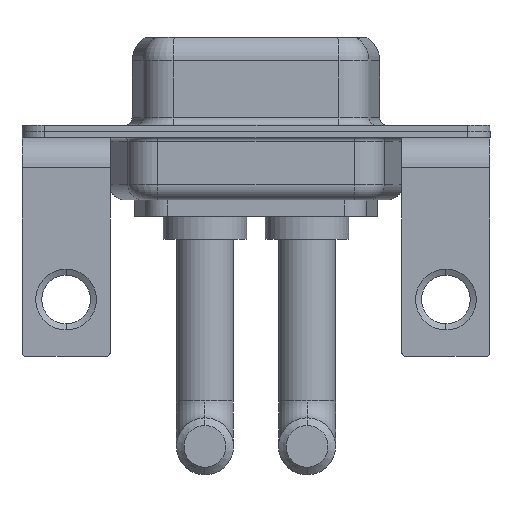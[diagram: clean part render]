
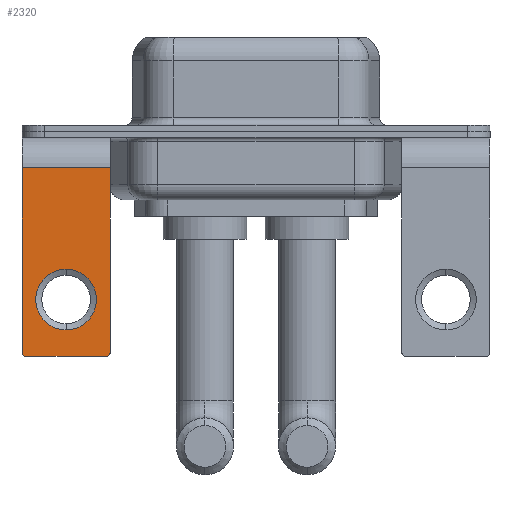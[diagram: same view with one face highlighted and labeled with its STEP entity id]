
A CAD part, front view. The second image highlights one B-rep face of the part: STEP entity #2320.
In plain terms, the highlighted planar face has unit normal (0, -1, 0).
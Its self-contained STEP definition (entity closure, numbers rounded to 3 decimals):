
#67 = CARTESIAN_POINT ( 'NONE',  ( 0., -6.25, -13.07 ) ) ;
#82 = LINE ( 'NONE', #10270, #6903 ) ;
#696 = VERTEX_POINT ( 'NONE', #11899 ) ;
#801 = DIRECTION ( 'NONE',  ( 0., 0., 1. ) ) ;
#805 = DIRECTION ( 'NONE',  ( 0., -1., 0. ) ) ;
#818 = EDGE_CURVE ( 'NONE', #10761, #11523, #3714, .T. ) ;
#913 = ORIENTED_EDGE ( 'NONE', *, *, #5932, .T. ) ;
#1405 = EDGE_LOOP ( 'NONE', ( #913, #9280 ) ) ;
#1420 = CARTESIAN_POINT ( 'NONE',  ( 0., -6.25, -9.07 ) ) ;
#1430 = ORIENTED_EDGE ( 'NONE', *, *, #5562, .F. ) ;
#1445 = ORIENTED_EDGE ( 'NONE', *, *, #4366, .T. ) ;
#1727 = CIRCLE ( 'NONE', #11143, 2. ) ;
#1869 = CARTESIAN_POINT ( 'NONE',  ( -2.9, -6.25, -2.4 ) ) ;
#1970 = CARTESIAN_POINT ( 'NONE',  ( -2.65, -6.25, -14.8 ) ) ;
#2062 = LINE ( 'NONE', #8974, #5250 ) ;
#2107 = CARTESIAN_POINT ( 'NONE',  ( 2.9, -6.25, -14.55 ) ) ;
#2320 = ADVANCED_FACE ( 'NONE', ( #5875, #9006 ), #8937, .F. ) ;
#2327 = CARTESIAN_POINT ( 'NONE',  ( -2.9, -6.25, -14.55 ) ) ;
#2527 = LINE ( 'NONE', #4485, #5849 ) ;
#2553 = ORIENTED_EDGE ( 'NONE', *, *, #818, .T. ) ;
#2886 = LINE ( 'NONE', #11316, #9039 ) ;
#2946 = DIRECTION ( 'NONE',  ( 0., 0., 1. ) ) ;
#3161 = DIRECTION ( 'NONE',  ( -1., 0., 0. ) ) ;
#3680 = CARTESIAN_POINT ( 'NONE',  ( 2.65, -6.25, -14.8 ) ) ;
#3714 = CIRCLE ( 'NONE', #8498, 0.25 ) ;
#3859 = CARTESIAN_POINT ( 'NONE',  ( 2.9, -6.25, -2.4 ) ) ;
#3864 = VERTEX_POINT ( 'NONE', #2327 ) ;
#4227 = CARTESIAN_POINT ( 'NONE',  ( 2.65, -6.25, -14.55 ) ) ;
#4366 = EDGE_CURVE ( 'NONE', #696, #6850, #82, .T. ) ;
#4485 = CARTESIAN_POINT ( 'NONE',  ( -2.9, -6.25, -2.4 ) ) ;
#4829 = AXIS2_PLACEMENT_3D ( 'NONE', #6921, #11781, #10780 ) ;
#4843 = DIRECTION ( 'NONE',  ( 0., 0., -1. ) ) ;
#4931 = CARTESIAN_POINT ( 'NONE',  ( -2.65, -6.25, -14.55 ) ) ;
#5197 = VERTEX_POINT ( 'NONE', #1420 ) ;
#5233 = EDGE_CURVE ( 'NONE', #6850, #3864, #2527, .T. ) ;
#5250 = VECTOR ( 'NONE', #12025, 1000. ) ;
#5259 = CIRCLE ( 'NONE', #4829, 2. ) ;
#5523 = CIRCLE ( 'NONE', #6359, 0.25 ) ;
#5562 = EDGE_CURVE ( 'NONE', #10761, #9156, #2062, .T. ) ;
#5849 = VECTOR ( 'NONE', #8275, 1000. ) ;
#5875 = FACE_BOUND ( 'NONE', #1405, .T. ) ;
#5932 = EDGE_CURVE ( 'NONE', #5963, #5197, #5259, .T. ) ;
#5963 = VERTEX_POINT ( 'NONE', #67 ) ;
#6213 = ORIENTED_EDGE ( 'NONE', *, *, #5233, .T. ) ;
#6359 = AXIS2_PLACEMENT_3D ( 'NONE', #4931, #805, #8828 ) ;
#6850 = VERTEX_POINT ( 'NONE', #1869 ) ;
#6903 = VECTOR ( 'NONE', #3161, 1000. ) ;
#6921 = CARTESIAN_POINT ( 'NONE',  ( 0., -6.25, -11.07 ) ) ;
#7336 = EDGE_CURVE ( 'NONE', #5197, #5963, #1727, .T. ) ;
#7742 = EDGE_LOOP ( 'NONE', ( #6213, #7822, #1430, #2553, #7920, #1445 ) ) ;
#7822 = ORIENTED_EDGE ( 'NONE', *, *, #10885, .T. ) ;
#7920 = ORIENTED_EDGE ( 'NONE', *, *, #8052, .F. ) ;
#8052 = EDGE_CURVE ( 'NONE', #696, #11523, #2886, .T. ) ;
#8275 = DIRECTION ( 'NONE',  ( 0., 0., -1. ) ) ;
#8329 = AXIS2_PLACEMENT_3D ( 'NONE', #3859, #9079, #2946 ) ;
#8498 = AXIS2_PLACEMENT_3D ( 'NONE', #4227, #11234, #11102 ) ;
#8635 = CARTESIAN_POINT ( 'NONE',  ( 0., -6.25, -11.07 ) ) ;
#8828 = DIRECTION ( 'NONE',  ( 0., 0., 1. ) ) ;
#8937 = PLANE ( 'NONE',  #8329 ) ;
#8974 = CARTESIAN_POINT ( 'NONE',  ( 2.9, -6.25, -14.8 ) ) ;
#9006 = FACE_OUTER_BOUND ( 'NONE', #7742, .T. ) ;
#9039 = VECTOR ( 'NONE', #4843, 1000. ) ;
#9079 = DIRECTION ( 'NONE',  ( 0., 1., 0. ) ) ;
#9156 = VERTEX_POINT ( 'NONE', #1970 ) ;
#9280 = ORIENTED_EDGE ( 'NONE', *, *, #7336, .T. ) ;
#9748 = DIRECTION ( 'NONE',  ( 0., 1., 0. ) ) ;
#10270 = CARTESIAN_POINT ( 'NONE',  ( 2.9, -6.25, -2.4 ) ) ;
#10761 = VERTEX_POINT ( 'NONE', #3680 ) ;
#10780 = DIRECTION ( 'NONE',  ( 0., 0., 1. ) ) ;
#10885 = EDGE_CURVE ( 'NONE', #3864, #9156, #5523, .T. ) ;
#11102 = DIRECTION ( 'NONE',  ( 0., 0., 1. ) ) ;
#11143 = AXIS2_PLACEMENT_3D ( 'NONE', #8635, #9748, #801 ) ;
#11234 = DIRECTION ( 'NONE',  ( 0., -1., 0. ) ) ;
#11316 = CARTESIAN_POINT ( 'NONE',  ( 2.9, -6.25, -2.4 ) ) ;
#11523 = VERTEX_POINT ( 'NONE', #2107 ) ;
#11781 = DIRECTION ( 'NONE',  ( 0., 1., 0. ) ) ;
#11899 = CARTESIAN_POINT ( 'NONE',  ( 2.9, -6.25, -2.4 ) ) ;
#12025 = DIRECTION ( 'NONE',  ( -1., 0., 0. ) ) ;
